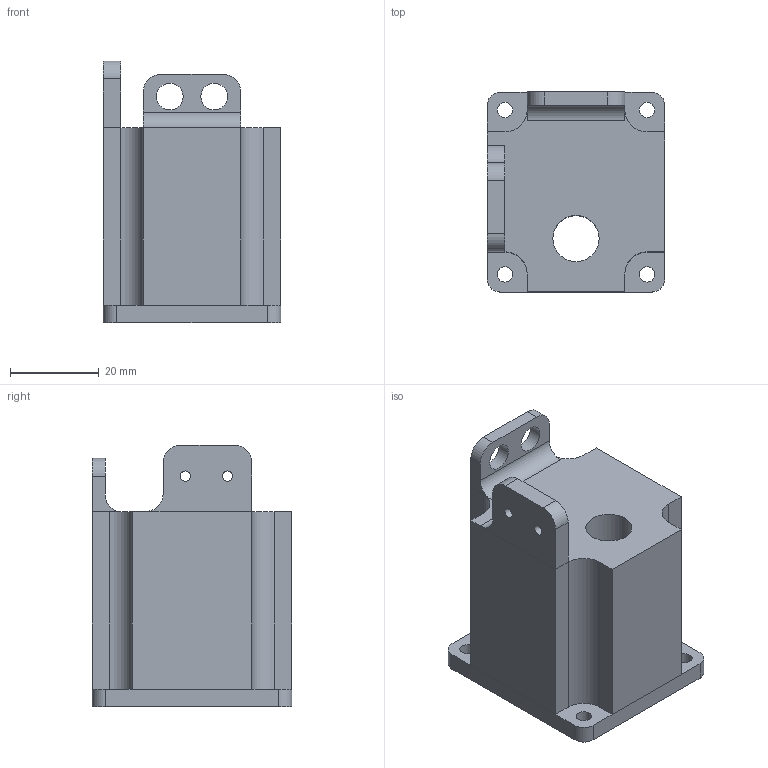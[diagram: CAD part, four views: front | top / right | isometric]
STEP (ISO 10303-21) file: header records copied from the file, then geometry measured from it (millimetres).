
FILE_DESCRIPTION(('FreeCAD Model'),'2;1');
FILE_NAME('Open CASCADE Shape Model','2025-10-20T18:13:24',(''),(''), 'Open CASCADE STEP processor 7.7','FreeCAD','Unknown');
FILE_SCHEMA(('AUTOMOTIVE_DESIGN { 1 0 10303 214 1 1 1 1 }'));
Length unit declared in the file: millimetre
Products named in the file (1): SlidingBody
Bounding box: 40 x 45 x 59 mm (x, y, z)
Volume: 64988.4 mm3; surface area: 13349.1 mm2
Topology: 1 solids, 1 shells, 56 faces, 149 edges, 95 vertices
Faces by surface type: plane 32, cylinder 24
Full cylindrical faces by diameter (mm): 2.3 x2, 3.5 x4, 6 x2, 10.4 x2
Entity records: 1794 total; most frequent: DIRECTION 310, CARTESIAN_POINT 301, ORIENTED_EDGE 298, EDGE_CURVE 149, AXIS2_PLACEMENT_3D 104, LINE 102, VECTOR 102, VERTEX_POINT 95
